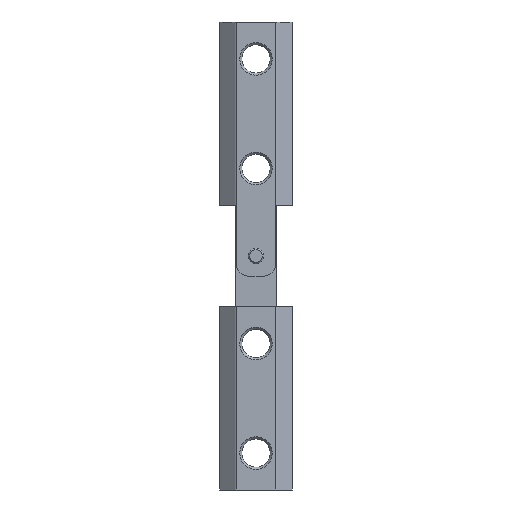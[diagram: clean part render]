
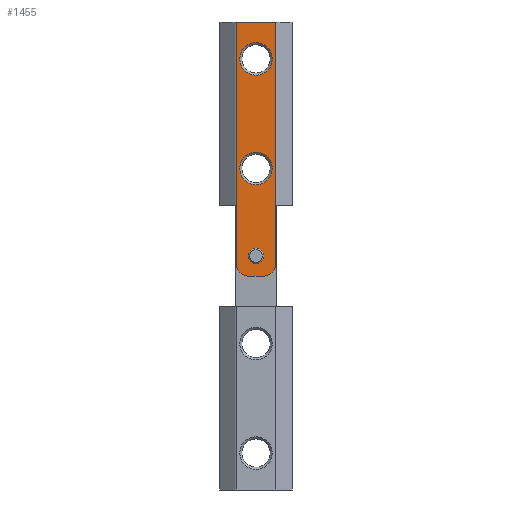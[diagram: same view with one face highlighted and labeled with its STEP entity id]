
A CAD part, front view. The second image highlights one B-rep face of the part: STEP entity #1455.
In plain terms, the highlighted planar face has unit normal (0, -1, 0).
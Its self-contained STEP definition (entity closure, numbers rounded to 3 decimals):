
#74 = DIRECTION ( 'NONE',  ( 0., 1., 0. ) ) ;
#78 = CARTESIAN_POINT ( 'NONE',  ( 0., -3., 9.1 ) ) ;
#117 = EDGE_CURVE ( 'NONE', #4241, #2708, #2321, .T. ) ;
#169 = VECTOR ( 'NONE', #4899, 1000. ) ;
#197 = CARTESIAN_POINT ( 'NONE',  ( 4.812, -3., 60.331 ) ) ;
#204 = ORIENTED_EDGE ( 'NONE', *, *, #1901, .T. ) ;
#245 = ORIENTED_EDGE ( 'NONE', *, *, #4272, .T. ) ;
#249 = EDGE_LOOP ( 'NONE', ( #2091, #506 ) ) ;
#254 = EDGE_LOOP ( 'NONE', ( #3625, #204, #514, #245, #3143, #1794 ) ) ;
#394 = VERTEX_POINT ( 'NONE', #2451 ) ;
#421 = DIRECTION ( 'NONE',  ( 0., 1., 0. ) ) ;
#435 = CIRCLE ( 'NONE', #3996, 3.5 ) ;
#506 = ORIENTED_EDGE ( 'NONE', *, *, #4615, .T. ) ;
#514 = ORIENTED_EDGE ( 'NONE', *, *, #980, .F. ) ;
#749 = DIRECTION ( 'NONE',  ( 0., 0., 1. ) ) ;
#772 = FACE_OUTER_BOUND ( 'NONE', #254, .T. ) ;
#980 = EDGE_CURVE ( 'NONE', #2378, #997, #4077, .T. ) ;
#997 = VERTEX_POINT ( 'NONE', #4487 ) ;
#1052 = EDGE_CURVE ( 'NONE', #1098, #3854, #4954, .T. ) ;
#1069 = VERTEX_POINT ( 'NONE', #1403 ) ;
#1098 = VERTEX_POINT ( 'NONE', #1135 ) ;
#1135 = CARTESIAN_POINT ( 'NONE',  ( 4., -3., 36.1 ) ) ;
#1161 = LINE ( 'NONE', #1594, #4269 ) ;
#1320 = DIRECTION ( 'NONE',  ( -1., 0., 0. ) ) ;
#1357 = EDGE_CURVE ( 'NONE', #4003, #1369, #1838, .T. ) ;
#1369 = VERTEX_POINT ( 'NONE', #3787 ) ;
#1385 = VECTOR ( 'NONE', #1525, 1000. ) ;
#1401 = CARTESIAN_POINT ( 'NONE',  ( -1.8, -3., 57.7 ) ) ;
#1403 = CARTESIAN_POINT ( 'NONE',  ( 4., -3., 9.1 ) ) ;
#1404 = DIRECTION ( 'NONE',  ( 0., -1., 0. ) ) ;
#1455 = ADVANCED_FACE ( 'NONE', ( #4777, #2034, #4350, #772 ), #3197, .F. ) ;
#1522 = ORIENTED_EDGE ( 'NONE', *, *, #2821, .T. ) ;
#1525 = DIRECTION ( 'NONE',  ( 0., 0., -1. ) ) ;
#1589 = DIRECTION ( 'NONE',  ( 0., 1., 0. ) ) ;
#1594 = CARTESIAN_POINT ( 'NONE',  ( 4.812, -3., 62.7 ) ) ;
#1598 = CIRCLE ( 'NONE', #4248, 4. ) ;
#1646 = DIRECTION ( 'NONE',  ( -1., 0., 0. ) ) ;
#1654 = DIRECTION ( 'NONE',  ( 0., 1., 0. ) ) ;
#1755 = DIRECTION ( 'NONE',  ( 0., 1., 0. ) ) ;
#1770 = EDGE_CURVE ( 'NONE', #1369, #394, #4290, .T. ) ;
#1794 = ORIENTED_EDGE ( 'NONE', *, *, #1770, .T. ) ;
#1818 = DIRECTION ( 'NONE',  ( -1., 0., 0. ) ) ;
#1838 = LINE ( 'NONE', #2304, #1385 ) ;
#1901 = EDGE_CURVE ( 'NONE', #5029, #997, #2032, .T. ) ;
#1972 = CARTESIAN_POINT ( 'NONE',  ( -4., -3., 36.1 ) ) ;
#1995 = DIRECTION ( 'NONE',  ( -1., 0., 0. ) ) ;
#2026 = AXIS2_PLACEMENT_3D ( 'NONE', #4475, #1755, #4146 ) ;
#2032 = CIRCLE ( 'NONE', #3187, 3.5 ) ;
#2034 = FACE_BOUND ( 'NONE', #249, .T. ) ;
#2091 = ORIENTED_EDGE ( 'NONE', *, *, #4502, .T. ) ;
#2127 = CARTESIAN_POINT ( 'NONE',  ( -1.5, -3., 59.2 ) ) ;
#2178 = DIRECTION ( 'NONE',  ( -1., 0., 0. ) ) ;
#2194 = AXIS2_PLACEMENT_3D ( 'NONE', #78, #1654, #2779 ) ;
#2203 = CARTESIAN_POINT ( 'NONE',  ( 0., -3., 36.1 ) ) ;
#2304 = CARTESIAN_POINT ( 'NONE',  ( -4.812, -3., 62.7 ) ) ;
#2321 = CIRCLE ( 'NONE', #2625, 1.8 ) ;
#2378 = VERTEX_POINT ( 'NONE', #3058 ) ;
#2451 = CARTESIAN_POINT ( 'NONE',  ( 4.812, -3., 0. ) ) ;
#2469 = CARTESIAN_POINT ( 'NONE',  ( 0., -3., 9.1 ) ) ;
#2517 = CIRCLE ( 'NONE', #2026, 4. ) ;
#2625 = AXIS2_PLACEMENT_3D ( 'NONE', #4348, #1589, #3541 ) ;
#2642 = VERTEX_POINT ( 'NONE', #3175 ) ;
#2645 = ORIENTED_EDGE ( 'NONE', *, *, #117, .T. ) ;
#2708 = VERTEX_POINT ( 'NONE', #2748 ) ;
#2725 = EDGE_CURVE ( 'NONE', #394, #5029, #1161, .T. ) ;
#2748 = CARTESIAN_POINT ( 'NONE',  ( 1.8, -3., 57.7 ) ) ;
#2779 = DIRECTION ( 'NONE',  ( -1., 0., 0. ) ) ;
#2821 = EDGE_CURVE ( 'NONE', #3854, #1098, #2517, .T. ) ;
#2953 = EDGE_LOOP ( 'NONE', ( #3482, #1522 ) ) ;
#3022 = DIRECTION ( 'NONE',  ( 0., 1., 0. ) ) ;
#3058 = CARTESIAN_POINT ( 'NONE',  ( -1.5, -3., 62.7 ) ) ;
#3143 = ORIENTED_EDGE ( 'NONE', *, *, #1357, .T. ) ;
#3175 = CARTESIAN_POINT ( 'NONE',  ( -4., -3., 9.1 ) ) ;
#3187 = AXIS2_PLACEMENT_3D ( 'NONE', #3344, #1404, #2178 ) ;
#3197 = PLANE ( 'NONE',  #3288 ) ;
#3264 = CARTESIAN_POINT ( 'NONE',  ( -5., -3., 0. ) ) ;
#3288 = AXIS2_PLACEMENT_3D ( 'NONE', #3622, #74, #1646 ) ;
#3344 = CARTESIAN_POINT ( 'NONE',  ( 1.5, -3., 59.2 ) ) ;
#3386 = AXIS2_PLACEMENT_3D ( 'NONE', #2203, #3022, #1818 ) ;
#3413 = EDGE_LOOP ( 'NONE', ( #4722, #2645 ) ) ;
#3445 = VECTOR ( 'NONE', #5090, 1000. ) ;
#3482 = ORIENTED_EDGE ( 'NONE', *, *, #1052, .T. ) ;
#3541 = DIRECTION ( 'NONE',  ( -1., 0., 0. ) ) ;
#3622 = CARTESIAN_POINT ( 'NONE',  ( -5., -3., 62.7 ) ) ;
#3625 = ORIENTED_EDGE ( 'NONE', *, *, #2725, .T. ) ;
#3686 = CARTESIAN_POINT ( 'NONE',  ( -5., -3., 62.7 ) ) ;
#3755 = CIRCLE ( 'NONE', #4652, 1.8 ) ;
#3772 = CIRCLE ( 'NONE', #2194, 4. ) ;
#3787 = CARTESIAN_POINT ( 'NONE',  ( -4.812, -3., 0. ) ) ;
#3854 = VERTEX_POINT ( 'NONE', #1972 ) ;
#3970 = CARTESIAN_POINT ( 'NONE',  ( 0., -3., 57.7 ) ) ;
#3996 = AXIS2_PLACEMENT_3D ( 'NONE', #2127, #4949, #1320 ) ;
#4003 = VERTEX_POINT ( 'NONE', #4660 ) ;
#4077 = LINE ( 'NONE', #3686, #169 ) ;
#4146 = DIRECTION ( 'NONE',  ( -1., 0., 0. ) ) ;
#4149 = DIRECTION ( 'NONE',  ( 0., 1., 0. ) ) ;
#4183 = EDGE_CURVE ( 'NONE', #2708, #4241, #3755, .T. ) ;
#4241 = VERTEX_POINT ( 'NONE', #1401 ) ;
#4248 = AXIS2_PLACEMENT_3D ( 'NONE', #2469, #4149, #4478 ) ;
#4269 = VECTOR ( 'NONE', #749, 1000. ) ;
#4272 = EDGE_CURVE ( 'NONE', #2378, #4003, #435, .T. ) ;
#4290 = LINE ( 'NONE', #3264, #3445 ) ;
#4348 = CARTESIAN_POINT ( 'NONE',  ( 0., -3., 57.7 ) ) ;
#4350 = FACE_BOUND ( 'NONE', #2953, .T. ) ;
#4475 = CARTESIAN_POINT ( 'NONE',  ( 0., -3., 36.1 ) ) ;
#4478 = DIRECTION ( 'NONE',  ( -1., 0., 0. ) ) ;
#4487 = CARTESIAN_POINT ( 'NONE',  ( 1.5, -3., 62.7 ) ) ;
#4502 = EDGE_CURVE ( 'NONE', #1069, #2642, #3772, .T. ) ;
#4615 = EDGE_CURVE ( 'NONE', #2642, #1069, #1598, .T. ) ;
#4652 = AXIS2_PLACEMENT_3D ( 'NONE', #3970, #421, #1995 ) ;
#4660 = CARTESIAN_POINT ( 'NONE',  ( -4.812, -3., 60.331 ) ) ;
#4722 = ORIENTED_EDGE ( 'NONE', *, *, #4183, .T. ) ;
#4777 = FACE_BOUND ( 'NONE', #3413, .T. ) ;
#4899 = DIRECTION ( 'NONE',  ( 1., 0., 0. ) ) ;
#4949 = DIRECTION ( 'NONE',  ( 0., -1., 0. ) ) ;
#4954 = CIRCLE ( 'NONE', #3386, 4. ) ;
#5029 = VERTEX_POINT ( 'NONE', #197 ) ;
#5090 = DIRECTION ( 'NONE',  ( 1., 0., 0. ) ) ;
